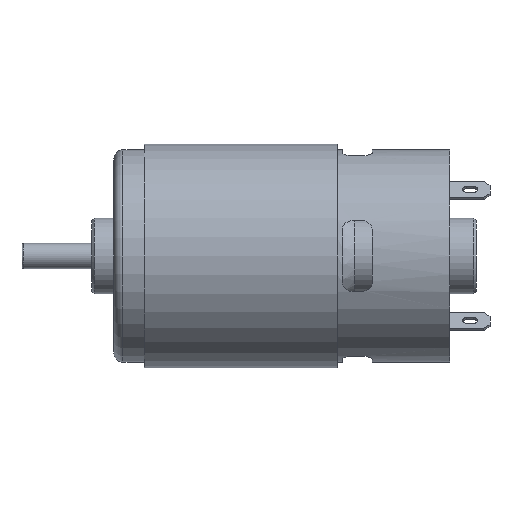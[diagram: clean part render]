
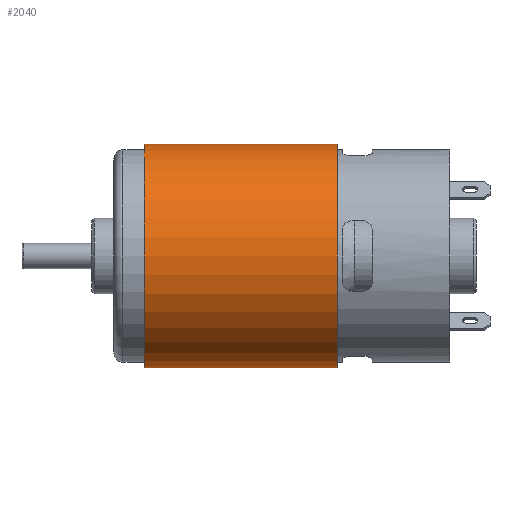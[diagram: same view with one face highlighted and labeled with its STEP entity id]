
A CAD part, front view. The second image highlights one B-rep face of the part: STEP entity #2040.
In plain terms, the highlighted cylindrical face has radius 22.15 mm (diameter 44.3 mm), a partial arc.
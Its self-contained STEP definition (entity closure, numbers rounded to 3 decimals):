
#75 = DIRECTION ( 'NONE',  ( -1., 0., 0. ) ) ;
#119 = CARTESIAN_POINT ( 'NONE',  ( 0.831, 0., 0. ) ) ;
#430 = DIRECTION ( 'NONE',  ( -1., 0., 0. ) ) ;
#434 = CARTESIAN_POINT ( 'NONE',  ( 0.831, 0., 22.15 ) ) ;
#542 = CARTESIAN_POINT ( 'NONE',  ( 0.831, 0., 22.15 ) ) ;
#740 = CYLINDRICAL_SURFACE ( 'NONE', #4496, 22.15 ) ;
#751 = LINE ( 'NONE', #434, #3924 ) ;
#1041 = CARTESIAN_POINT ( 'NONE',  ( -37.369, 0., 0. ) ) ;
#1067 = EDGE_CURVE ( 'NONE', #2051, #2907, #751, .T. ) ;
#1180 = EDGE_CURVE ( 'NONE', #3280, #3083, #3650, .T. ) ;
#1464 = DIRECTION ( 'NONE',  ( 0., 0., 1. ) ) ;
#1628 = CARTESIAN_POINT ( 'NONE',  ( -37.369, 0., 22.15 ) ) ;
#1784 = CARTESIAN_POINT ( 'NONE',  ( 0.831, 0., 0. ) ) ;
#1984 = AXIS2_PLACEMENT_3D ( 'NONE', #119, #3143, #4147 ) ;
#2040 = ADVANCED_FACE ( 'NONE', ( #5350 ), #740, .T. ) ;
#2051 = VERTEX_POINT ( 'NONE', #542 ) ;
#2114 = CARTESIAN_POINT ( 'NONE',  ( -37.369, 0., -22.15 ) ) ;
#2231 = CARTESIAN_POINT ( 'NONE',  ( 0.831, 0., -22.15 ) ) ;
#2401 = EDGE_CURVE ( 'NONE', #3083, #2907, #3844, .T. ) ;
#2553 = CARTESIAN_POINT ( 'NONE',  ( 0.831, 0., -22.15 ) ) ;
#2813 = CIRCLE ( 'NONE', #1984, 22.15 ) ;
#2870 = ORIENTED_EDGE ( 'NONE', *, *, #1180, .F. ) ;
#2907 = VERTEX_POINT ( 'NONE', #1628 ) ;
#3011 = DIRECTION ( 'NONE',  ( -1., 0., 0. ) ) ;
#3083 = VERTEX_POINT ( 'NONE', #2114 ) ;
#3098 = DIRECTION ( 'NONE',  ( 0., 0., 1. ) ) ;
#3143 = DIRECTION ( 'NONE',  ( -1., 0., 0. ) ) ;
#3280 = VERTEX_POINT ( 'NONE', #2231 ) ;
#3650 = LINE ( 'NONE', #2553, #5436 ) ;
#3722 = EDGE_CURVE ( 'NONE', #3280, #2051, #2813, .T. ) ;
#3844 = CIRCLE ( 'NONE', #5554, 22.15 ) ;
#3924 = VECTOR ( 'NONE', #3011, 1000. ) ;
#4078 = ORIENTED_EDGE ( 'NONE', *, *, #1067, .T. ) ;
#4087 = DIRECTION ( 'NONE',  ( -1., 0., 0. ) ) ;
#4147 = DIRECTION ( 'NONE',  ( 0., 0., 1. ) ) ;
#4323 = EDGE_LOOP ( 'NONE', ( #2870, #5023, #4078, #5299 ) ) ;
#4496 = AXIS2_PLACEMENT_3D ( 'NONE', #1784, #75, #3098 ) ;
#5023 = ORIENTED_EDGE ( 'NONE', *, *, #3722, .T. ) ;
#5299 = ORIENTED_EDGE ( 'NONE', *, *, #2401, .F. ) ;
#5350 = FACE_OUTER_BOUND ( 'NONE', #4323, .T. ) ;
#5436 = VECTOR ( 'NONE', #430, 1000. ) ;
#5554 = AXIS2_PLACEMENT_3D ( 'NONE', #1041, #4087, #1464 ) ;
